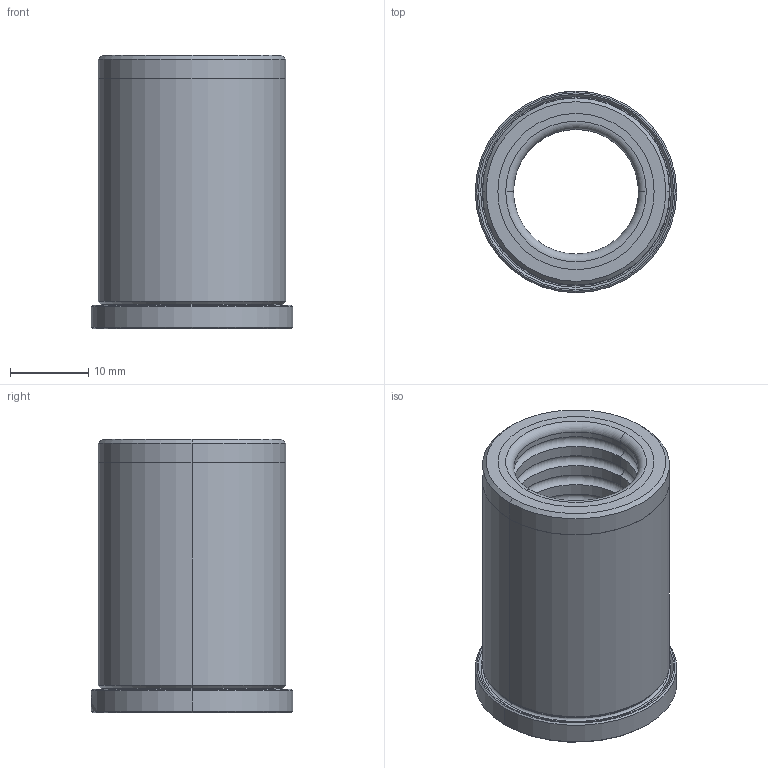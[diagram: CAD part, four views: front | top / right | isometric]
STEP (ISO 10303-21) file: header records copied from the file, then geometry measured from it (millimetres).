
FILE_DESCRIPTION (( 'STEP AP214' ), '1' );
FILE_NAME ('SGFZ-D24-d16-35.STEP', '2021-07-31T07:44:28', ( 'User' ), ( 'china' ), 'SwSTEP 2.0', 'SolidWorks 2016', '' );
FILE_SCHEMA (( 'AUTOMOTIVE_DESIGN' ));
Length unit declared in the file: millimetre
Products named in the file (3): SGFZ-D24-d16-35; SGFZ-D24-d16-35肣杶; SGFZ-D24-d16-35詩杶
Assembly tree (2 placements, depth 2):
  SGFZ-D24-d16-35
    SGFZ-D24-d16-35詩杶
    SGFZ-D24-d16-35肣杶
Bounding box: 25.8 x 25.8 x 35 mm (x, y, z)
Volume: 8473.2 mm3; surface area: 9922.1 mm2
Topology: 2 solids, 2 shells, 101 faces, 216 edges, 124 vertices
Faces by surface type: cylinder 48, torus 28, plane 15, cone 10
Entity records: 2976 total; most frequent: CARTESIAN_POINT 646, DIRECTION 524, ORIENTED_EDGE 432, AXIS2_PLACEMENT_3D 226, EDGE_CURVE 216, VERTEX_POINT 124, CIRCLE 120, EDGE_LOOP 110
